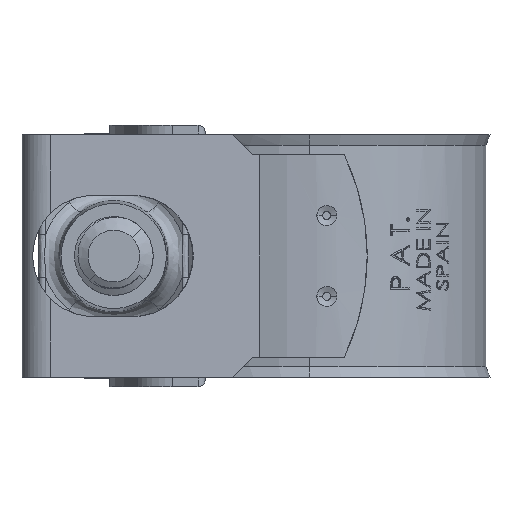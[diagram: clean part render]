
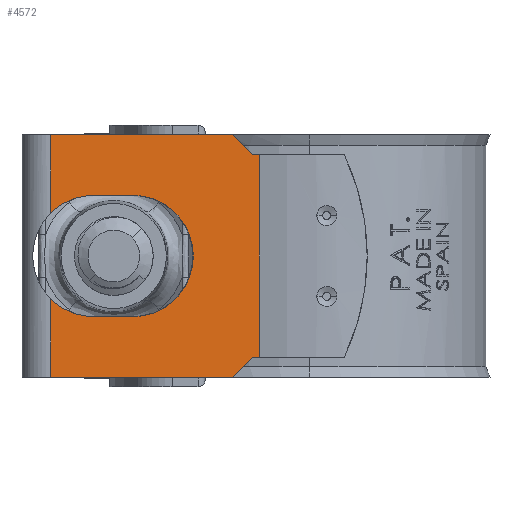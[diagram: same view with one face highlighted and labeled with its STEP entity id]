
A CAD part, left-side view. The second image highlights one B-rep face of the part: STEP entity #4572.
In plain terms, the highlighted planar face has unit normal (-0.998, -0.061, 0).
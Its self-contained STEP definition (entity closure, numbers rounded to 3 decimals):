
#715 = VERTEX_POINT ( 'NONE', #56160 ) ;
#2819 = DIRECTION ( 'NONE',  ( -0.043, 0.706, 0.707 ) ) ;
#4035 = CARTESIAN_POINT ( 'NONE',  ( -14.446, 19.194, -18. ) ) ;
#4572 = ADVANCED_FACE ( 'NONE', ( #40536 ), #42280, .T. ) ;
#4838 = VECTOR ( 'NONE', #39590, 1000. ) ;
#6099 = VECTOR ( 'NONE', #41393, 1000. ) ;
#6652 = DIRECTION ( 'NONE',  ( -0.061, 0.998, 0. ) ) ;
#6675 = LINE ( 'NONE', #10057, #29466 ) ;
#6730 = DIRECTION ( 'NONE',  ( 0., 0., 1. ) ) ;
#7319 = VERTEX_POINT ( 'NONE', #48972 ) ;
#7811 = AXIS2_PLACEMENT_3D ( 'NONE', #27596, #19614, #42075 ) ;
#7984 = ORIENTED_EDGE ( 'NONE', *, *, #44672, .F. ) ;
#8329 = VERTEX_POINT ( 'NONE', #58013 ) ;
#8353 = DIRECTION ( 'NONE',  ( 0., 0., 1. ) ) ;
#9386 = VECTOR ( 'NONE', #16119, 1000. ) ;
#9454 = VECTOR ( 'NONE', #8353, 1000. ) ;
#10057 = CARTESIAN_POINT ( 'NONE',  ( -14.074, 13.102, -4.5 ) ) ;
#10374 = VERTEX_POINT ( 'NONE', #29555 ) ;
#10484 = VECTOR ( 'NONE', #6730, 1000. ) ;
#11234 = EDGE_CURVE ( 'NONE', #28209, #58475, #40958, .T. ) ;
#11392 = CARTESIAN_POINT ( 'NONE',  ( -14.446, 19.194, -18. ) ) ;
#12018 = CARTESIAN_POINT ( 'NONE',  ( -14.446, 19.194, -18. ) ) ;
#12200 = LINE ( 'NONE', #30772, #28603 ) ;
#13225 = CARTESIAN_POINT ( 'NONE',  ( -14.251, 15.997, -13.5 ) ) ;
#14879 = EDGE_CURVE ( 'NONE', #41340, #44278, #6675, .T. ) ;
#15106 = LINE ( 'NONE', #52466, #9386 ) ;
#15670 = CARTESIAN_POINT ( 'NONE',  ( -14.446, 19.194, -18. ) ) ;
#16029 = ORIENTED_EDGE ( 'NONE', *, *, #56497, .T. ) ;
#16119 = DIRECTION ( 'NONE',  ( -0.061, 0.998, 0. ) ) ;
#16457 = VECTOR ( 'NONE', #2819, 1000. ) ;
#16517 = CARTESIAN_POINT ( 'NONE',  ( -14.074, 13.102, -13.5 ) ) ;
#17053 = LINE ( 'NONE', #12018, #39800 ) ;
#17121 = AXIS2_PLACEMENT_3D ( 'NONE', #20442, #42341, #52212 ) ;
#17341 = ORIENTED_EDGE ( 'NONE', *, *, #14879, .F. ) ;
#17457 = ORIENTED_EDGE ( 'NONE', *, *, #42710, .T. ) ;
#17655 = VERTEX_POINT ( 'NONE', #50015 ) ;
#18484 = EDGE_CURVE ( 'NONE', #50252, #58011, #33655, .T. ) ;
#19547 = CIRCLE ( 'NONE', #30990, 4.5 ) ;
#19614 = DIRECTION ( 'NONE',  ( -0.998, -0.061, 0. ) ) ;
#19662 = ORIENTED_EDGE ( 'NONE', *, *, #23204, .T. ) ;
#20266 = ORIENTED_EDGE ( 'NONE', *, *, #20995, .F. ) ;
#20285 = ORIENTED_EDGE ( 'NONE', *, *, #41203, .F. ) ;
#20442 = CARTESIAN_POINT ( 'NONE',  ( -14.251, 15.997, -9. ) ) ;
#20549 = ORIENTED_EDGE ( 'NONE', *, *, #37558, .T. ) ;
#20947 = LINE ( 'NONE', #30464, #29511 ) ;
#20995 = EDGE_CURVE ( 'NONE', #44782, #41340, #31169, .T. ) ;
#21666 = ORIENTED_EDGE ( 'NONE', *, *, #33901, .F. ) ;
#23152 = ORIENTED_EDGE ( 'NONE', *, *, #47828, .F. ) ;
#23204 = EDGE_CURVE ( 'NONE', #7319, #50252, #20947, .T. ) ;
#23473 = VECTOR ( 'NONE', #32516, 1000. ) ;
#24541 = CARTESIAN_POINT ( 'NONE',  ( -14.074, 13.102, -4.5 ) ) ;
#24770 = DIRECTION ( 'NONE',  ( -0.998, -0.061, 0. ) ) ;
#24872 = LINE ( 'NONE', #58958, #23473 ) ;
#25967 = EDGE_LOOP ( 'NONE', ( #20285, #17341, #20266, #23152, #21666, #45919, #7984, #56400, #17457, #19662, #55565, #16029, #20549, #53086, #32946 ) ) ;
#26317 = DIRECTION ( 'NONE',  ( 0.061, -0.998, 0. ) ) ;
#27409 = CARTESIAN_POINT ( 'NONE',  ( -13.5, 3.708, -1.5 ) ) ;
#27596 = CARTESIAN_POINT ( 'NONE',  ( -14.074, 13.102, -9. ) ) ;
#28203 = CARTESIAN_POINT ( 'NONE',  ( -14.446, 19.194, 0. ) ) ;
#28209 = VERTEX_POINT ( 'NONE', #56888 ) ;
#28603 = VECTOR ( 'NONE', #39357, 1000. ) ;
#29466 = VECTOR ( 'NONE', #51188, 1000. ) ;
#29477 = CARTESIAN_POINT ( 'NONE',  ( -14.074, 13.102, -13.5 ) ) ;
#29511 = VECTOR ( 'NONE', #26317, 1000. ) ;
#29555 = CARTESIAN_POINT ( 'NONE',  ( -13.531, 4.208, -1.5 ) ) ;
#29755 = DIRECTION ( 'NONE',  ( 0.061, -0.998, 0. ) ) ;
#30464 = CARTESIAN_POINT ( 'NONE',  ( -13.463, 3.095, -16.5 ) ) ;
#30772 = CARTESIAN_POINT ( 'NONE',  ( -13.588, 5.148, -17.441 ) ) ;
#30990 = AXIS2_PLACEMENT_3D ( 'NONE', #50358, #37468, #55505 ) ;
#31169 = CIRCLE ( 'NONE', #41582, 4.5 ) ;
#32409 = VERTEX_POINT ( 'NONE', #13225 ) ;
#32516 = DIRECTION ( 'NONE',  ( 0.061, -0.998, 0. ) ) ;
#32946 = ORIENTED_EDGE ( 'NONE', *, *, #11234, .F. ) ;
#33655 = LINE ( 'NONE', #39786, #9454 ) ;
#33901 = EDGE_CURVE ( 'NONE', #32409, #34798, #38998, .T. ) ;
#34374 = CARTESIAN_POINT ( 'NONE',  ( -14.251, 15.997, -4.5 ) ) ;
#34526 = CARTESIAN_POINT ( 'NONE',  ( -14.074, 13.102, -9. ) ) ;
#34682 = LINE ( 'NONE', #15670, #10484 ) ;
#34798 = VERTEX_POINT ( 'NONE', #16517 ) ;
#36584 = AXIS2_PLACEMENT_3D ( 'NONE', #11392, #24770, #6652 ) ;
#37468 = DIRECTION ( 'NONE',  ( -0.998, -0.061, 0. ) ) ;
#37558 = EDGE_CURVE ( 'NONE', #10374, #715, #40648, .T. ) ;
#38998 = LINE ( 'NONE', #29477, #4838 ) ;
#39027 = EDGE_CURVE ( 'NONE', #8329, #17655, #17053, .T. ) ;
#39139 = CIRCLE ( 'NONE', #7811, 4.5 ) ;
#39316 = DIRECTION ( 'NONE',  ( -0.998, -0.061, 0. ) ) ;
#39357 = DIRECTION ( 'NONE',  ( 0.043, -0.706, 0.707 ) ) ;
#39590 = DIRECTION ( 'NONE',  ( 0.061, -0.998, 0. ) ) ;
#39786 = CARTESIAN_POINT ( 'NONE',  ( -13.5, 3.708, -18. ) ) ;
#39800 = VECTOR ( 'NONE', #29755, 1000. ) ;
#40536 = FACE_OUTER_BOUND ( 'NONE', #25967, .T. ) ;
#40648 = LINE ( 'NONE', #52855, #16457 ) ;
#40958 = LINE ( 'NONE', #4035, #6099 ) ;
#41203 = EDGE_CURVE ( 'NONE', #44278, #28209, #19547, .T. ) ;
#41340 = VERTEX_POINT ( 'NONE', #24541 ) ;
#41393 = DIRECTION ( 'NONE',  ( 0., 0., 1. ) ) ;
#41458 = VERTEX_POINT ( 'NONE', #57862 ) ;
#41582 = AXIS2_PLACEMENT_3D ( 'NONE', #34526, #39316, #44248 ) ;
#42075 = DIRECTION ( 'NONE',  ( 0.061, -0.998, 0. ) ) ;
#42280 = PLANE ( 'NONE',  #36584 ) ;
#42295 = CARTESIAN_POINT ( 'NONE',  ( -13.5, 3.708, -16.5 ) ) ;
#42341 = DIRECTION ( 'NONE',  ( -0.998, -0.061, 0. ) ) ;
#42710 = EDGE_CURVE ( 'NONE', #17655, #7319, #12200, .T. ) ;
#44248 = DIRECTION ( 'NONE',  ( 0.061, -0.998, 0. ) ) ;
#44278 = VERTEX_POINT ( 'NONE', #34374 ) ;
#44672 = EDGE_CURVE ( 'NONE', #8329, #41458, #34682, .T. ) ;
#44782 = VERTEX_POINT ( 'NONE', #58294 ) ;
#45919 = ORIENTED_EDGE ( 'NONE', *, *, #57798, .F. ) ;
#47745 = EDGE_CURVE ( 'NONE', #58475, #715, #24872, .T. ) ;
#47828 = EDGE_CURVE ( 'NONE', #34798, #44782, #39139, .T. ) ;
#48972 = CARTESIAN_POINT ( 'NONE',  ( -13.531, 4.208, -16.5 ) ) ;
#50015 = CARTESIAN_POINT ( 'NONE',  ( -13.622, 5.706, -18. ) ) ;
#50252 = VERTEX_POINT ( 'NONE', #42295 ) ;
#50358 = CARTESIAN_POINT ( 'NONE',  ( -14.251, 15.997, -9. ) ) ;
#51188 = DIRECTION ( 'NONE',  ( -0.061, 0.998, 0. ) ) ;
#52212 = DIRECTION ( 'NONE',  ( 0.061, -0.998, 0. ) ) ;
#52466 = CARTESIAN_POINT ( 'NONE',  ( -13.463, 3.095, -1.5 ) ) ;
#52855 = CARTESIAN_POINT ( 'NONE',  ( -13.588, 5.148, -0.559 ) ) ;
#53086 = ORIENTED_EDGE ( 'NONE', *, *, #47745, .F. ) ;
#55505 = DIRECTION ( 'NONE',  ( 0.061, -0.998, 0. ) ) ;
#55565 = ORIENTED_EDGE ( 'NONE', *, *, #18484, .T. ) ;
#56160 = CARTESIAN_POINT ( 'NONE',  ( -13.622, 5.706, 0. ) ) ;
#56254 = CIRCLE ( 'NONE', #17121, 4.5 ) ;
#56400 = ORIENTED_EDGE ( 'NONE', *, *, #39027, .T. ) ;
#56497 = EDGE_CURVE ( 'NONE', #58011, #10374, #15106, .T. ) ;
#56888 = CARTESIAN_POINT ( 'NONE',  ( -14.446, 19.194, -5.84 ) ) ;
#57798 = EDGE_CURVE ( 'NONE', #41458, #32409, #56254, .T. ) ;
#57862 = CARTESIAN_POINT ( 'NONE',  ( -14.446, 19.194, -12.16 ) ) ;
#58011 = VERTEX_POINT ( 'NONE', #27409 ) ;
#58013 = CARTESIAN_POINT ( 'NONE',  ( -14.446, 19.194, -18. ) ) ;
#58294 = CARTESIAN_POINT ( 'NONE',  ( -13.8, 8.61, -9. ) ) ;
#58475 = VERTEX_POINT ( 'NONE', #28203 ) ;
#58958 = CARTESIAN_POINT ( 'NONE',  ( -14.446, 19.194, 0. ) ) ;
